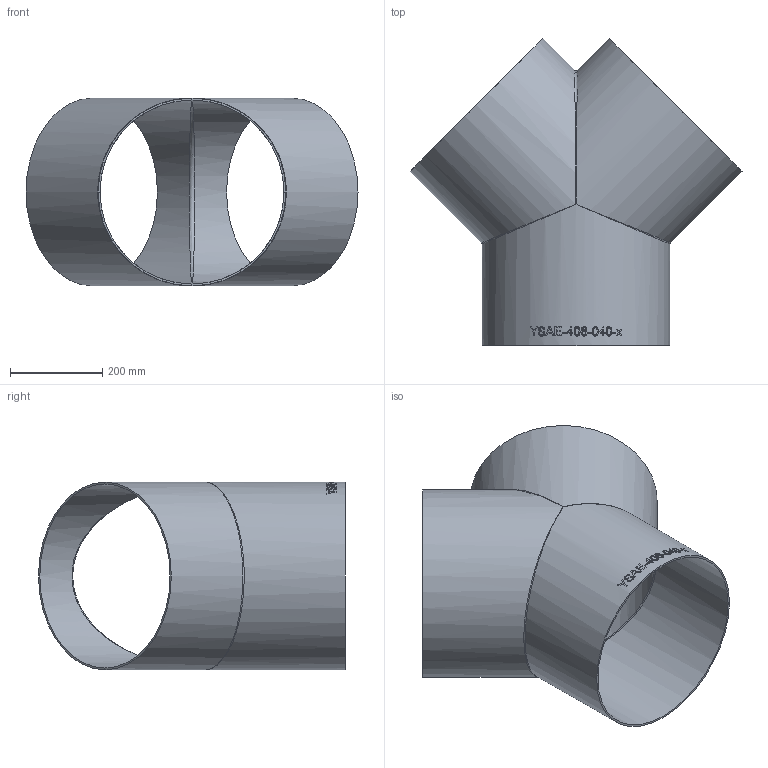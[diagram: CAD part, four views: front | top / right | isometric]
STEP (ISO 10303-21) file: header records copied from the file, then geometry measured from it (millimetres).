
FILE_DESCRIPTION (( 'STEP AP214' ), '1' );
FILE_NAME ('YSAE-406-040-x Y-Stück 2005.STEP', '2020-05-28T08:37:14', ( '' ), ( '' ), 'SwSTEP 2.0', 'SolidWorks 2019', '' );
FILE_SCHEMA (( 'AUTOMOTIVE_DESIGN' ));
Length unit declared in the file: millimetre
Products named in the file (1): YSAE-406-040-x Y-Stück 2005
Bounding box: 718.7 x 664.35 x 406.4 mm (x, y, z)
Volume: 3433926.8 mm3; surface area: 1734826.8 mm2
Topology: 1 solids, 1 shells, 189 faces, 502 edges, 322 vertices
Faces by surface type: bspline 95, plane 67, cylinder 27
Full cylindrical faces by diameter (mm): 398.4 x3, 406.4 x3
Entity records: 32756 total; most frequent: CARTESIAN_POINT 27132, ORIENTED_EDGE 954, EDGE_CURVE 477, DIRECTION 452, VERTEX_POINT 316, B_SPLINE_CURVE_WITH_KNOTS 285, EDGE_LOOP 219, FACE_OUTER_BOUND 195
